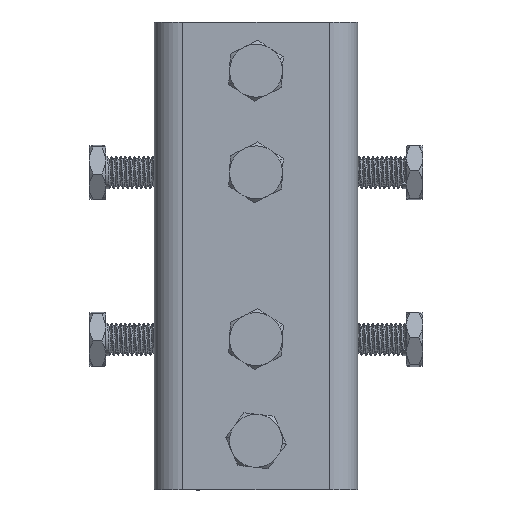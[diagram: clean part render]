
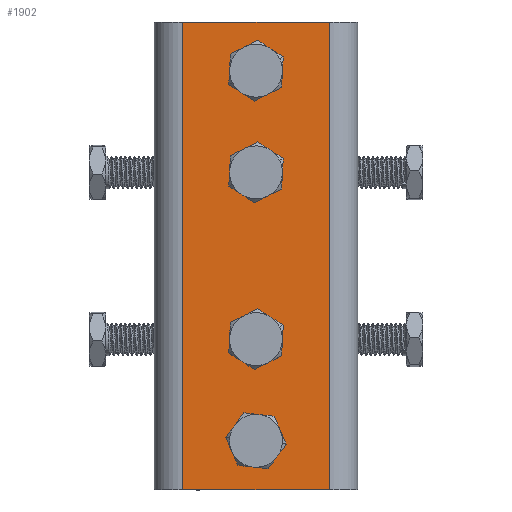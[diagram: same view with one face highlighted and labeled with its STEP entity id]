
A CAD part, top view. The second image highlights one B-rep face of the part: STEP entity #1902.
In plain terms, the highlighted face is planar.
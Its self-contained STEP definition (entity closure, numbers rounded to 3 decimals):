
#363=CARTESIAN_POINT('',(3.323,44.,-45.5));
#364=VERTEX_POINT('',#363);
#380=CARTESIAN_POINT('',(-3.324,44.,-45.5));
#381=VERTEX_POINT('',#380);
#388=CARTESIAN_POINT('',(0.,44.,-45.5));
#389=DIRECTION('',(0.0,-1.0,0.0));
#390=DIRECTION('',(1.0,0.0,0.0));
#391=AXIS2_PLACEMENT_3D('',#388,#389,#390);
#392=CIRCLE('',#391,3.324);
#393=EDGE_CURVE('',#364,#381,#392,.T.);
#426=CARTESIAN_POINT('',(3.323,44.,20.5));
#427=VERTEX_POINT('',#426);
#443=CARTESIAN_POINT('',(-3.324,44.,20.5));
#444=VERTEX_POINT('',#443);
#451=CARTESIAN_POINT('',(0.,44.,20.5));
#452=DIRECTION('',(0.0,-1.0,0.0));
#453=DIRECTION('',(1.0,0.0,0.0));
#454=AXIS2_PLACEMENT_3D('',#451,#452,#453);
#455=CIRCLE('',#454,3.324);
#456=EDGE_CURVE('',#427,#444,#455,.T.);
#489=CARTESIAN_POINT('',(3.323,44.,45.5));
#490=VERTEX_POINT('',#489);
#506=CARTESIAN_POINT('',(-3.324,44.,45.5));
#507=VERTEX_POINT('',#506);
#514=CARTESIAN_POINT('',(0.,44.,45.5));
#515=DIRECTION('',(0.0,-1.0,0.0));
#516=DIRECTION('',(1.0,0.0,0.0));
#517=AXIS2_PLACEMENT_3D('',#514,#515,#516);
#518=CIRCLE('',#517,3.324);
#519=EDGE_CURVE('',#490,#507,#518,.T.);
#552=CARTESIAN_POINT('',(3.323,44.,-20.5));
#553=VERTEX_POINT('',#552);
#569=CARTESIAN_POINT('',(-3.324,44.,-20.5));
#570=VERTEX_POINT('',#569);
#577=CARTESIAN_POINT('',(0.,44.,-20.5));
#578=DIRECTION('',(0.0,-1.0,0.0));
#579=DIRECTION('',(1.0,0.0,0.0));
#580=AXIS2_PLACEMENT_3D('',#577,#578,#579);
#581=CIRCLE('',#580,3.324);
#582=EDGE_CURVE('',#553,#570,#581,.T.);
#884=CARTESIAN_POINT('',(-18.,44.,-57.5));
#885=VERTEX_POINT('',#884);
#893=CARTESIAN_POINT('',(18.,44.,-57.5));
#894=VERTEX_POINT('',#893);
#895=CARTESIAN_POINT('',(18.,44.,-57.5));
#896=DIRECTION('',(-1.0,0.0,0.0));
#897=VECTOR('',#896,36.);
#898=LINE('',#895,#897);
#899=EDGE_CURVE('',#894,#885,#898,.T.);
#1202=CARTESIAN_POINT('',(18.,44.,57.5));
#1203=VERTEX_POINT('',#1202);
#1211=CARTESIAN_POINT('',(-18.,44.,57.5));
#1212=VERTEX_POINT('',#1211);
#1213=CARTESIAN_POINT('',(-18.,44.,57.5));
#1214=DIRECTION('',(1.0,0.0,0.0));
#1215=VECTOR('',#1214,36.);
#1216=LINE('',#1213,#1215);
#1217=EDGE_CURVE('',#1212,#1203,#1216,.T.);
#1418=CARTESIAN_POINT('',(0.,44.,-20.5));
#1419=DIRECTION('',(0.0,-1.0,0.0));
#1420=DIRECTION('',(1.0,0.0,0.0));
#1421=AXIS2_PLACEMENT_3D('',#1418,#1419,#1420);
#1422=CIRCLE('',#1421,3.324);
#1423=EDGE_CURVE('',#570,#553,#1422,.T.);
#1463=CARTESIAN_POINT('',(0.,44.,45.5));
#1464=DIRECTION('',(0.0,-1.0,0.0));
#1465=DIRECTION('',(1.0,0.0,0.0));
#1466=AXIS2_PLACEMENT_3D('',#1463,#1464,#1465);
#1467=CIRCLE('',#1466,3.324);
#1468=EDGE_CURVE('',#507,#490,#1467,.T.);
#1508=CARTESIAN_POINT('',(0.,44.,20.5));
#1509=DIRECTION('',(0.0,-1.0,0.0));
#1510=DIRECTION('',(1.0,0.0,0.0));
#1511=AXIS2_PLACEMENT_3D('',#1508,#1509,#1510);
#1512=CIRCLE('',#1511,3.324);
#1513=EDGE_CURVE('',#444,#427,#1512,.T.);
#1553=CARTESIAN_POINT('',(0.,44.,-45.5));
#1554=DIRECTION('',(0.0,-1.0,0.0));
#1555=DIRECTION('',(1.0,0.0,0.0));
#1556=AXIS2_PLACEMENT_3D('',#1553,#1554,#1555);
#1557=CIRCLE('',#1556,3.324);
#1558=EDGE_CURVE('',#381,#364,#1557,.T.);
#1859=CARTESIAN_POINT('',(-18.,44.,57.5));
#1860=DIRECTION('',(0.0,0.0,-1.0));
#1861=VECTOR('',#1860,115.0);
#1862=LINE('',#1859,#1861);
#1863=EDGE_CURVE('',#1212,#885,#1862,.T.);
#1870=CARTESIAN_POINT('',(-18.,44.,0.0));
#1871=DIRECTION('',(0.0,1.0,0.0));
#1872=DIRECTION('',(0.0,0.0,1.0));
#1873=AXIS2_PLACEMENT_3D('',#1870,#1871,#1872);
#1874=PLANE('',#1873);
#1875=ORIENTED_EDGE('',*,*,#1217,.T.);
#1876=CARTESIAN_POINT('',(18.,44.,57.5));
#1877=DIRECTION('',(0.0,0.0,-1.0));
#1878=VECTOR('',#1877,115.0);
#1879=LINE('',#1876,#1878);
#1880=EDGE_CURVE('',#1203,#894,#1879,.T.);
#1881=ORIENTED_EDGE('',*,*,#1880,.T.);
#1882=ORIENTED_EDGE('',*,*,#899,.T.);
#1883=ORIENTED_EDGE('',*,*,#1863,.F.);
#1884=EDGE_LOOP('',(#1875,#1881,#1882,#1883));
#1885=FACE_OUTER_BOUND('',#1884,.T.);
#1886=ORIENTED_EDGE('',*,*,#582,.T.);
#1887=ORIENTED_EDGE('',*,*,#1423,.T.);
#1888=EDGE_LOOP('',(#1886,#1887));
#1889=FACE_BOUND('',#1888,.T.);
#1890=ORIENTED_EDGE('',*,*,#519,.T.);
#1891=ORIENTED_EDGE('',*,*,#1468,.T.);
#1892=EDGE_LOOP('',(#1890,#1891));
#1893=FACE_BOUND('',#1892,.T.);
#1894=ORIENTED_EDGE('',*,*,#456,.T.);
#1895=ORIENTED_EDGE('',*,*,#1513,.T.);
#1896=EDGE_LOOP('',(#1894,#1895));
#1897=FACE_BOUND('',#1896,.T.);
#1898=ORIENTED_EDGE('',*,*,#393,.T.);
#1899=ORIENTED_EDGE('',*,*,#1558,.T.);
#1900=EDGE_LOOP('',(#1898,#1899));
#1901=FACE_BOUND('',#1900,.T.);
#1902=ADVANCED_FACE('',(#1885,#1889,#1893,#1897,#1901),#1874,.T.);
